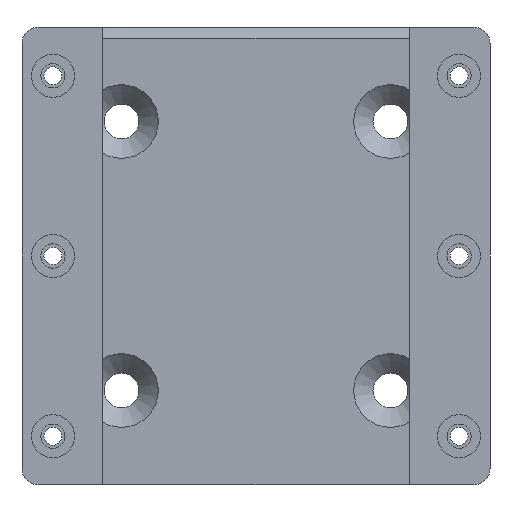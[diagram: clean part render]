
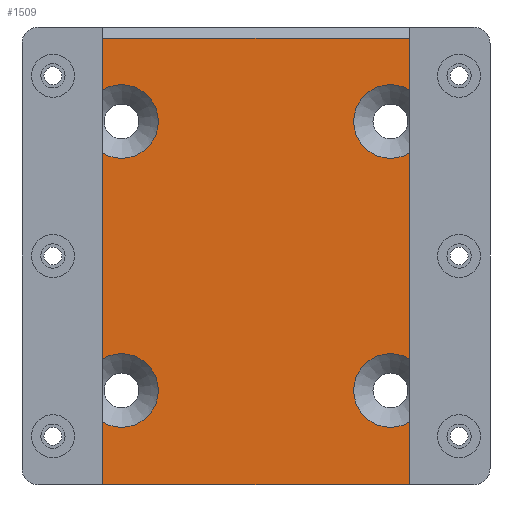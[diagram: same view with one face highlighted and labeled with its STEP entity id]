
A CAD part, front view. The second image highlights one B-rep face of the part: STEP entity #1509.
In plain terms, the highlighted planar face has unit normal (0, -1, 0).
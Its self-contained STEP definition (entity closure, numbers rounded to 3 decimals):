
#39=FACE_BOUND('',#226,.T.);
#40=FACE_BOUND('',#227,.T.);
#41=FACE_BOUND('',#228,.T.);
#42=FACE_BOUND('',#229,.T.);
#89=PLANE('',#1645);
#140=FACE_OUTER_BOUND('',#225,.T.);
#225=EDGE_LOOP('',(#1081,#1082,#1083,#1084));
#226=EDGE_LOOP('',(#1085));
#227=EDGE_LOOP('',(#1086));
#228=EDGE_LOOP('',(#1087));
#229=EDGE_LOOP('',(#1088));
#356=LINE('',#2309,#491);
#362=LINE('',#2321,#497);
#365=LINE('',#2327,#500);
#366=LINE('',#2328,#501);
#491=VECTOR('',#1843,10.);
#497=VECTOR('',#1853,10.);
#500=VECTOR('',#1858,10.);
#501=VECTOR('',#1859,10.);
#628=CIRCLE('',#1646,6.85);
#629=CIRCLE('',#1647,6.85);
#630=CIRCLE('',#1648,6.85);
#631=CIRCLE('',#1649,6.85);
#704=VERTEX_POINT('',#2299);
#708=VERTEX_POINT('',#2308);
#712=VERTEX_POINT('',#2320);
#714=VERTEX_POINT('',#2326);
#715=VERTEX_POINT('',#2329);
#716=VERTEX_POINT('',#2331);
#717=VERTEX_POINT('',#2333);
#718=VERTEX_POINT('',#2335);
#852=EDGE_CURVE('',#708,#704,#356,.T.);
#858=EDGE_CURVE('',#704,#712,#362,.T.);
#861=EDGE_CURVE('',#708,#714,#365,.T.);
#862=EDGE_CURVE('',#712,#714,#366,.T.);
#863=EDGE_CURVE('',#715,#715,#628,.T.);
#864=EDGE_CURVE('',#716,#716,#629,.T.);
#865=EDGE_CURVE('',#717,#717,#630,.T.);
#866=EDGE_CURVE('',#718,#718,#631,.T.);
#1081=ORIENTED_EDGE('',*,*,#852,.F.);
#1082=ORIENTED_EDGE('',*,*,#861,.T.);
#1083=ORIENTED_EDGE('',*,*,#862,.F.);
#1084=ORIENTED_EDGE('',*,*,#858,.F.);
#1085=ORIENTED_EDGE('',*,*,#863,.T.);
#1086=ORIENTED_EDGE('',*,*,#864,.T.);
#1087=ORIENTED_EDGE('',*,*,#865,.T.);
#1088=ORIENTED_EDGE('',*,*,#866,.T.);
#1509=ADVANCED_FACE('',(#140,#39,#40,#41,#42),#89,.F.);
#1645=AXIS2_PLACEMENT_3D('',#2325,#1856,#1857);
#1646=AXIS2_PLACEMENT_3D('',#2330,#1860,#1861);
#1647=AXIS2_PLACEMENT_3D('',#2332,#1862,#1863);
#1648=AXIS2_PLACEMENT_3D('',#2334,#1864,#1865);
#1649=AXIS2_PLACEMENT_3D('',#2336,#1866,#1867);
#1843=DIRECTION('',(1.,0.,0.));
#1853=DIRECTION('',(0.,0.,-1.));
#1856=DIRECTION('center_axis',(0.,1.,0.));
#1857=DIRECTION('ref_axis',(1.,0.,0.));
#1858=DIRECTION('',(0.,0.,-1.));
#1859=DIRECTION('',(-1.,0.,0.));
#1860=DIRECTION('center_axis',(0.,1.,0.));
#1861=DIRECTION('ref_axis',(0.,0.,-1.));
#1862=DIRECTION('center_axis',(0.,1.,0.));
#1863=DIRECTION('ref_axis',(0.,0.,-1.));
#1864=DIRECTION('center_axis',(0.,1.,0.));
#1865=DIRECTION('ref_axis',(0.,0.,-1.));
#1866=DIRECTION('center_axis',(0.,1.,0.));
#1867=DIRECTION('ref_axis',(0.,0.,-1.));
#2299=CARTESIAN_POINT('',(75.5,38.,83.));
#2308=CARTESIAN_POINT('',(11.5,38.,83.));
#2309=CARTESIAN_POINT('',(27.5,38.,83.));
#2320=CARTESIAN_POINT('',(75.5,38.,0.));
#2321=CARTESIAN_POINT('',(75.5,38.,85.));
#2325=CARTESIAN_POINT('Origin',(11.5,38.,85.));
#2326=CARTESIAN_POINT('',(11.5,38.,0.));
#2327=CARTESIAN_POINT('',(11.5,38.,85.));
#2328=CARTESIAN_POINT('',(27.5,38.,0.));
#2329=CARTESIAN_POINT('',(68.5,38.,24.35));
#2330=CARTESIAN_POINT('Origin',(68.5,38.,17.5));
#2331=CARTESIAN_POINT('',(68.5,38.,74.35));
#2332=CARTESIAN_POINT('Origin',(68.5,38.,67.5));
#2333=CARTESIAN_POINT('',(18.5,38.,74.35));
#2334=CARTESIAN_POINT('Origin',(18.5,38.,67.5));
#2335=CARTESIAN_POINT('',(18.5,38.,24.35));
#2336=CARTESIAN_POINT('Origin',(18.5,38.,17.5));
